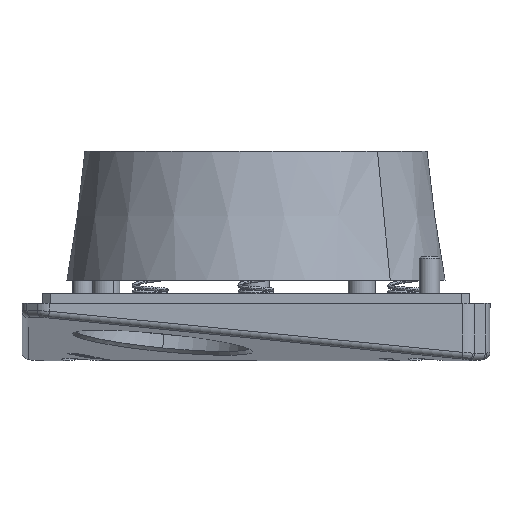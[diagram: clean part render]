
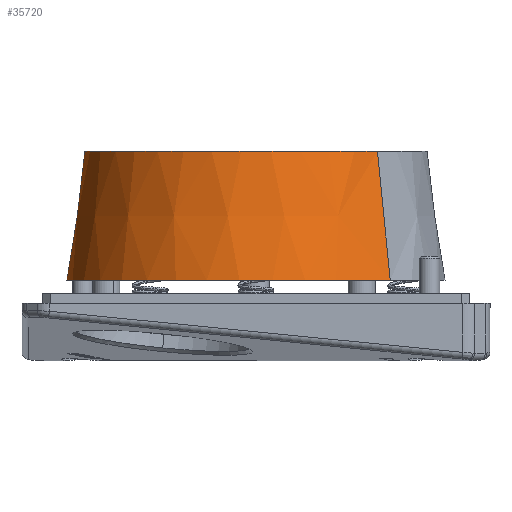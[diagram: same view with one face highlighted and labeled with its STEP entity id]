
A CAD part, front view. The second image highlights one B-rep face of the part: STEP entity #35720.
In plain terms, the highlighted conical face has half-angle 8 degrees and reference radius 25.25 mm.
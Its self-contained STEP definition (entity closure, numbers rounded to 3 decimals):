
#1766 = EDGE_CURVE ( 'NONE', #28968, #28440, #16486, .T. ) ;
#3002 = DIRECTION ( 'NONE',  ( 0., 0., 1. ) ) ;
#3457 = DIRECTION ( 'NONE',  ( -0.098, 0.098, -0.99 ) ) ;
#3700 = DIRECTION ( 'NONE',  ( -0.707, 0.707, 0. ) ) ;
#5060 = VERTEX_POINT ( 'NONE', #36848 ) ;
#5337 = EDGE_LOOP ( 'NONE', ( #40381, #22279, #19531, #6909 ) ) ;
#6819 = CONICAL_SURFACE ( 'NONE', #33447, 25.25, 0.14 ) ;
#6909 = ORIENTED_EDGE ( 'NONE', *, *, #45649, .T. ) ;
#11229 = FACE_OUTER_BOUND ( 'NONE', #5337, .T. ) ;
#11980 = EDGE_CURVE ( 'NONE', #28440, #41079, #12768, .T. ) ;
#12768 = LINE ( 'NONE', #31496, #22148 ) ;
#16486 = CIRCLE ( 'NONE', #22993, 25.25 ) ;
#18672 = CIRCLE ( 'NONE', #36537, 27.912 ) ;
#19531 = ORIENTED_EDGE ( 'NONE', *, *, #39419, .T. ) ;
#19912 = DIRECTION ( 'NONE',  ( 0., 0., 1. ) ) ;
#21056 = CARTESIAN_POINT ( 'NONE',  ( -17.854, 17.854, -42.256 ) ) ;
#22148 = VECTOR ( 'NONE', #35118, 1000. ) ;
#22279 = ORIENTED_EDGE ( 'NONE', *, *, #1766, .F. ) ;
#22483 = CARTESIAN_POINT ( 'NONE',  ( 19.737, -19.737, -61.2 ) ) ;
#22993 = AXIS2_PLACEMENT_3D ( 'NONE', #24430, #3002, #30392 ) ;
#24430 = CARTESIAN_POINT ( 'NONE',  ( 0., 0., -42.256 ) ) ;
#24693 = DIRECTION ( 'NONE',  ( 0., 0., -1. ) ) ;
#28164 = VECTOR ( 'NONE', #3457, 1000. ) ;
#28427 = CARTESIAN_POINT ( 'NONE',  ( 17.854, -17.854, -42.256 ) ) ;
#28440 = VERTEX_POINT ( 'NONE', #28427 ) ;
#28968 = VERTEX_POINT ( 'NONE', #39612 ) ;
#30392 = DIRECTION ( 'NONE',  ( 0.707, -0.707, 0. ) ) ;
#31496 = CARTESIAN_POINT ( 'NONE',  ( 17.854, -17.854, -42.256 ) ) ;
#31895 = CARTESIAN_POINT ( 'NONE',  ( 0., 0., -42.256 ) ) ;
#33447 = AXIS2_PLACEMENT_3D ( 'NONE', #31895, #24693, #3700 ) ;
#35118 = DIRECTION ( 'NONE',  ( 0.098, -0.098, -0.99 ) ) ;
#35720 = ADVANCED_FACE ( 'NONE', ( #11229 ), #6819, .T. ) ;
#36537 = AXIS2_PLACEMENT_3D ( 'NONE', #41295, #19912, #44907 ) ;
#36848 = CARTESIAN_POINT ( 'NONE',  ( -19.737, 19.737, -61.2 ) ) ;
#38785 = LINE ( 'NONE', #21056, #28164 ) ;
#39419 = EDGE_CURVE ( 'NONE', #28968, #5060, #38785, .T. ) ;
#39612 = CARTESIAN_POINT ( 'NONE',  ( -17.854, 17.854, -42.256 ) ) ;
#40381 = ORIENTED_EDGE ( 'NONE', *, *, #11980, .F. ) ;
#41079 = VERTEX_POINT ( 'NONE', #22483 ) ;
#41295 = CARTESIAN_POINT ( 'NONE',  ( 0., 0., -61.2 ) ) ;
#44907 = DIRECTION ( 'NONE',  ( 0.707, -0.707, 0. ) ) ;
#45649 = EDGE_CURVE ( 'NONE', #5060, #41079, #18672, .T. ) ;
